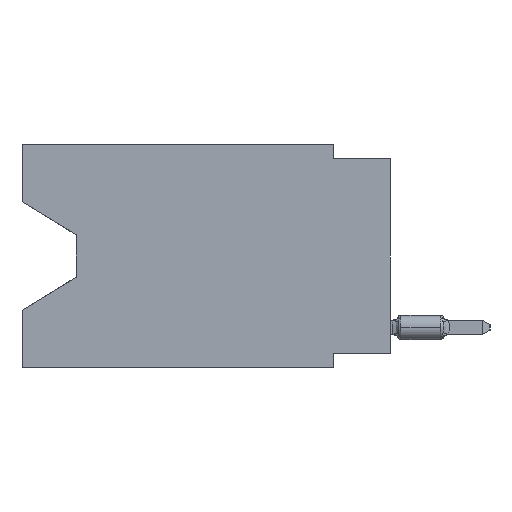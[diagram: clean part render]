
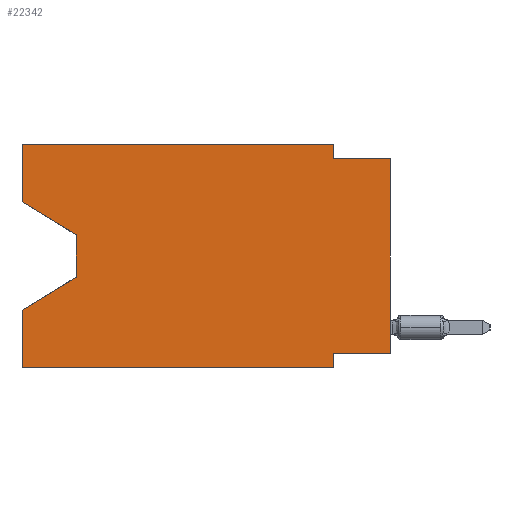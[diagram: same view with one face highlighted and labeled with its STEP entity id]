
A CAD part, left-side view. The second image highlights one B-rep face of the part: STEP entity #22342.
In plain terms, the highlighted planar face has unit normal (-1, 0, 0).
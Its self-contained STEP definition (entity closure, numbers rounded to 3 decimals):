
#315 = VERTEX_POINT ( 'NONE', #20827 ) ;
#360 = VECTOR ( 'NONE', #32937, 1000. ) ;
#821 = ORIENTED_EDGE ( 'NONE', *, *, #23944, .T. ) ;
#1223 = DIRECTION ( 'NONE',  ( 0., -1., 0. ) ) ;
#1537 = DIRECTION ( 'NONE',  ( 0., 0., -1. ) ) ;
#2650 = AXIS2_PLACEMENT_3D ( 'NONE', #31704, #6598, #7146 ) ;
#2898 = CARTESIAN_POINT ( 'NONE',  ( 0., 2.54, -9.906 ) ) ;
#3034 = VECTOR ( 'NONE', #10436, 1000. ) ;
#3150 = VERTEX_POINT ( 'NONE', #39824 ) ;
#3978 = CARTESIAN_POINT ( 'NONE',  ( 0., 16.383, -7.36 ) ) ;
#4063 = VERTEX_POINT ( 'NONE', #2898 ) ;
#4458 = VECTOR ( 'NONE', #38916, 1000. ) ;
#6070 = CARTESIAN_POINT ( 'NONE',  ( 0., 16.383, 0. ) ) ;
#6341 = LINE ( 'NONE', #6070, #3034 ) ;
#6548 = CARTESIAN_POINT ( 'NONE',  ( 0., 2.54, -0.635 ) ) ;
#6598 = DIRECTION ( 'NONE',  ( 1., 0., 0. ) ) ;
#6792 = DIRECTION ( 'NONE',  ( 0., 0., 1. ) ) ;
#7146 = DIRECTION ( 'NONE',  ( 0., 0., -1. ) ) ;
#8228 = EDGE_LOOP ( 'NONE', ( #17281, #25210, #8345, #33006, #821, #43505, #51284, #35158, #53698, #27583, #53029, #16413 ) ) ;
#8345 = ORIENTED_EDGE ( 'NONE', *, *, #33691, .T. ) ;
#8474 = EDGE_CURVE ( 'NONE', #51315, #29068, #43246, .T. ) ;
#9871 = EDGE_CURVE ( 'NONE', #25122, #3150, #44352, .T. ) ;
#10436 = DIRECTION ( 'NONE',  ( 0., 0., 1. ) ) ;
#10698 = FACE_OUTER_BOUND ( 'NONE', #8228, .T. ) ;
#10939 = VECTOR ( 'NONE', #39495, 1000. ) ;
#11161 = LINE ( 'NONE', #40592, #43907 ) ;
#11247 = CARTESIAN_POINT ( 'NONE',  ( 0., 0., -9.271 ) ) ;
#11310 = CARTESIAN_POINT ( 'NONE',  ( 0., 2.54, -9.271 ) ) ;
#12144 = VECTOR ( 'NONE', #20189, 1000. ) ;
#13205 = EDGE_CURVE ( 'NONE', #51315, #25122, #52597, .T. ) ;
#13811 = CARTESIAN_POINT ( 'NONE',  ( 0., 16.383, 0. ) ) ;
#16413 = ORIENTED_EDGE ( 'NONE', *, *, #8474, .F. ) ;
#17281 = ORIENTED_EDGE ( 'NONE', *, *, #13205, .T. ) ;
#18347 = CARTESIAN_POINT ( 'NONE',  ( 0., 2.54, -9.906 ) ) ;
#19245 = VECTOR ( 'NONE', #1537, 1000. ) ;
#19295 = CARTESIAN_POINT ( 'NONE',  ( 0., 2.54, 0. ) ) ;
#19745 = EDGE_CURVE ( 'NONE', #42489, #39852, #6341, .T. ) ;
#20189 = DIRECTION ( 'NONE',  ( 0., 1., 0. ) ) ;
#20827 = CARTESIAN_POINT ( 'NONE',  ( 0., 2.54, 0. ) ) ;
#20903 = CARTESIAN_POINT ( 'NONE',  ( 0., 13.97, -5.893 ) ) ;
#21716 = DIRECTION ( 'NONE',  ( 0., 0., 1. ) ) ;
#21741 = CARTESIAN_POINT ( 'NONE',  ( 0., 16.383, 0. ) ) ;
#21876 = LINE ( 'NONE', #18347, #50626 ) ;
#22056 = LINE ( 'NONE', #49161, #10939 ) ;
#22342 = ADVANCED_FACE ( 'NONE', ( #10698 ), #43962, .F. ) ;
#23577 = EDGE_CURVE ( 'NONE', #29068, #315, #43275, .T. ) ;
#23930 = CARTESIAN_POINT ( 'NONE',  ( 0., 13.97, -4.013 ) ) ;
#23944 = EDGE_CURVE ( 'NONE', #42489, #4063, #34214, .T. ) ;
#25122 = VERTEX_POINT ( 'NONE', #43620 ) ;
#25210 = ORIENTED_EDGE ( 'NONE', *, *, #9871, .T. ) ;
#26619 = VECTOR ( 'NONE', #44165, 1000. ) ;
#26796 = VERTEX_POINT ( 'NONE', #11247 ) ;
#27583 = ORIENTED_EDGE ( 'NONE', *, *, #53430, .F. ) ;
#29068 = VERTEX_POINT ( 'NONE', #13811 ) ;
#31232 = CARTESIAN_POINT ( 'NONE',  ( 0., 16.383, -9.906 ) ) ;
#31516 = VECTOR ( 'NONE', #1223, 1000. ) ;
#31704 = CARTESIAN_POINT ( 'NONE',  ( 0., 16.383, 0. ) ) ;
#32140 = EDGE_CURVE ( 'NONE', #26796, #53627, #11161, .T. ) ;
#32937 = DIRECTION ( 'NONE',  ( 0., 0.855, -0.519 ) ) ;
#33006 = ORIENTED_EDGE ( 'NONE', *, *, #19745, .F. ) ;
#33691 = EDGE_CURVE ( 'NONE', #3150, #39852, #41613, .T. ) ;
#34214 = LINE ( 'NONE', #51094, #31516 ) ;
#34507 = EDGE_CURVE ( 'NONE', #49617, #53627, #22056, .T. ) ;
#35158 = ORIENTED_EDGE ( 'NONE', *, *, #32140, .T. ) ;
#38916 = DIRECTION ( 'NONE',  ( 0., -1., 0. ) ) ;
#39486 = VECTOR ( 'NONE', #21716, 1000. ) ;
#39495 = DIRECTION ( 'NONE',  ( 0., -1., 0. ) ) ;
#39824 = CARTESIAN_POINT ( 'NONE',  ( 0., 13.97, -5.893 ) ) ;
#39852 = VERTEX_POINT ( 'NONE', #3978 ) ;
#40257 = CARTESIAN_POINT ( 'NONE',  ( 0., 0., -0.635 ) ) ;
#40592 = CARTESIAN_POINT ( 'NONE',  ( 0., 0., 0. ) ) ;
#41613 = LINE ( 'NONE', #20903, #360 ) ;
#42489 = VERTEX_POINT ( 'NONE', #31232 ) ;
#42559 = VERTEX_POINT ( 'NONE', #11310 ) ;
#42677 = CARTESIAN_POINT ( 'NONE',  ( 0., 0., -9.271 ) ) ;
#42687 = CARTESIAN_POINT ( 'NONE',  ( 0., 16.383, -2.546 ) ) ;
#42959 = LINE ( 'NONE', #42677, #12144 ) ;
#42979 = CARTESIAN_POINT ( 'NONE',  ( 0., 16.383, 0. ) ) ;
#43053 = DIRECTION ( 'NONE',  ( 0., 0., -1. ) ) ;
#43201 = VECTOR ( 'NONE', #43053, 1000. ) ;
#43246 = LINE ( 'NONE', #42979, #39486 ) ;
#43275 = LINE ( 'NONE', #21741, #4458 ) ;
#43505 = ORIENTED_EDGE ( 'NONE', *, *, #46720, .F. ) ;
#43620 = CARTESIAN_POINT ( 'NONE',  ( 0., 13.97, -4.013 ) ) ;
#43907 = VECTOR ( 'NONE', #6792, 1000. ) ;
#43962 = PLANE ( 'NONE',  #2650 ) ;
#44165 = DIRECTION ( 'NONE',  ( 0., -0.855, -0.519 ) ) ;
#44352 = LINE ( 'NONE', #23930, #43201 ) ;
#46720 = EDGE_CURVE ( 'NONE', #42559, #4063, #21876, .T. ) ;
#48163 = LINE ( 'NONE', #19295, #19245 ) ;
#48791 = CARTESIAN_POINT ( 'NONE',  ( 0., 16.383, -2.546 ) ) ;
#49161 = CARTESIAN_POINT ( 'NONE',  ( 0., 0., -0.635 ) ) ;
#49617 = VERTEX_POINT ( 'NONE', #6548 ) ;
#49760 = EDGE_CURVE ( 'NONE', #26796, #42559, #42959, .T. ) ;
#50468 = DIRECTION ( 'NONE',  ( 0., 0., -1. ) ) ;
#50626 = VECTOR ( 'NONE', #50468, 1000. ) ;
#51094 = CARTESIAN_POINT ( 'NONE',  ( 0., 16.383, -9.906 ) ) ;
#51284 = ORIENTED_EDGE ( 'NONE', *, *, #49760, .F. ) ;
#51315 = VERTEX_POINT ( 'NONE', #42687 ) ;
#52597 = LINE ( 'NONE', #48791, #26619 ) ;
#53029 = ORIENTED_EDGE ( 'NONE', *, *, #23577, .F. ) ;
#53430 = EDGE_CURVE ( 'NONE', #315, #49617, #48163, .T. ) ;
#53627 = VERTEX_POINT ( 'NONE', #40257 ) ;
#53698 = ORIENTED_EDGE ( 'NONE', *, *, #34507, .F. ) ;
